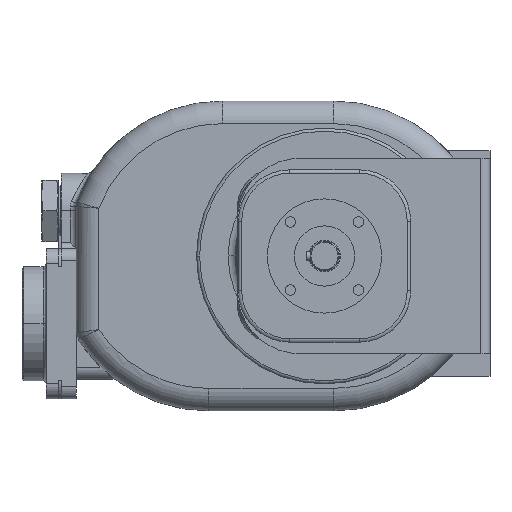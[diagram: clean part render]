
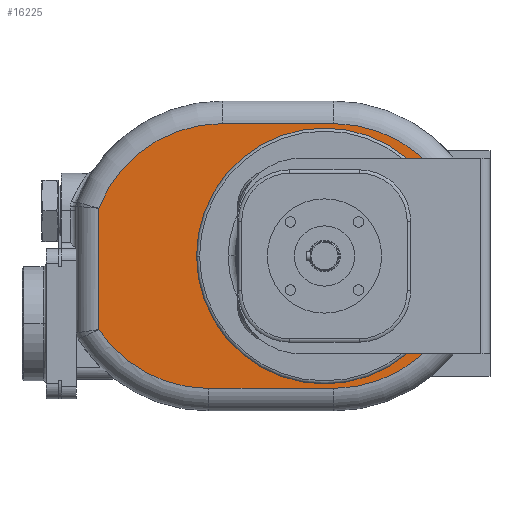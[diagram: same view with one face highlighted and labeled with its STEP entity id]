
A CAD part, left-side view. The second image highlights one B-rep face of the part: STEP entity #16225.
In plain terms, the highlighted planar face has unit normal (-1, 0, 0).
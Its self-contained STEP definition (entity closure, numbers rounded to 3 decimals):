
#2610=DIRECTION('',(0.,0.,-1.));
#2611=VECTOR('',#2610,80.64);
#2612=CARTESIAN_POINT('',(-85.,260.,31.72));
#2613=LINE('',#2612,#2611);
#2614=CARTESIAN_POINT('',(-85.,177.916,0.));
#2615=DIRECTION('',(-1.,0.,0.));
#2616=DIRECTION('',(0.,0.,1.));
#2617=AXIS2_PLACEMENT_3D('',#2614,#2615,#2616);
#2619=DIRECTION('',(0.,1.,0.));
#2620=VECTOR('',#2619,73.916);
#2621=CARTESIAN_POINT('',(-85.,104.,88.));
#2622=LINE('',#2621,#2620);
#2623=CARTESIAN_POINT('',(-85.,104.,0.));
#2624=DIRECTION('',(-1.,0.,0.));
#2625=DIRECTION('',(0.,0.,-1.));
#2626=AXIS2_PLACEMENT_3D('',#2623,#2624,#2625);
#2628=DIRECTION('',(0.,-1.,0.));
#2629=VECTOR('',#2628,82.85);
#2630=CARTESIAN_POINT('',(-85.,186.85,-88.));
#2631=LINE('',#2630,#2629);
#2632=CARTESIAN_POINT('',(-85.,186.85,0.));
#2633=DIRECTION('',(-1.,0.,0.));
#2634=DIRECTION('',(0.,0.831,-0.556));
#2635=AXIS2_PLACEMENT_3D('',#2632,#2633,#2634);
#2637=CARTESIAN_POINT('',(-85.,110.,0.));
#2638=DIRECTION('',(-1.,0.,0.));
#2639=DIRECTION('',(0.,1.,0.));
#2640=AXIS2_PLACEMENT_3D('',#2637,#2638,#2639);
#2642=CARTESIAN_POINT('',(-85.,110.,0.));
#2643=DIRECTION('',(-1.,0.,0.));
#2644=DIRECTION('',(0.,-1.,0.));
#2645=AXIS2_PLACEMENT_3D('',#2642,#2643,#2644);
#11987=CARTESIAN_POINT('',(-85.,260.,31.72));
#11988=CARTESIAN_POINT('',(-85.,260.,-48.919));
#11989=VERTEX_POINT('',#11987);
#11990=VERTEX_POINT('',#11988);
#11991=CARTESIAN_POINT('',(-85.,186.85,-88.));
#11992=VERTEX_POINT('',#11991);
#11997=CARTESIAN_POINT('',(-85.,104.,-88.));
#11998=VERTEX_POINT('',#11997);
#12001=CARTESIAN_POINT('',(-85.,104.,88.));
#12002=VERTEX_POINT('',#12001);
#12005=CARTESIAN_POINT('',(-85.,177.916,88.));
#12006=VERTEX_POINT('',#12005);
#12350=CARTESIAN_POINT('',(-85.,194.958,0.));
#12351=CARTESIAN_POINT('',(-85.,25.042,0.));
#12352=VERTEX_POINT('',#12350);
#12353=VERTEX_POINT('',#12351);
#16201=CARTESIAN_POINT('',(-85.,110.,0.));
#16202=DIRECTION('',(1.,0.,0.));
#16203=DIRECTION('',(0.,0.,1.));
#16204=AXIS2_PLACEMENT_3D('',#16201,#16202,#16203);
#16205=PLANE('',#16204);
#16207=ORIENTED_EDGE('',*,*,#16206,.F.);
#16209=ORIENTED_EDGE('',*,*,#16208,.F.);
#16211=ORIENTED_EDGE('',*,*,#16210,.F.);
#16213=ORIENTED_EDGE('',*,*,#16212,.F.);
#16214=ORIENTED_EDGE('',*,*,#16191,.F.);
#16216=ORIENTED_EDGE('',*,*,#16215,.F.);
#16217=EDGE_LOOP('',(#16207,#16209,#16211,#16213,#16214,#16216));
#16218=FACE_OUTER_BOUND('',#16217,.F.);
#16220=ORIENTED_EDGE('',*,*,#16219,.T.);
#16222=ORIENTED_EDGE('',*,*,#16221,.T.);
#16223=EDGE_LOOP('',(#16220,#16222));
#16224=FACE_BOUND('',#16223,.F.);
#16225=ADVANCED_FACE('',(#16218,#16224),#16205,.F.);
#2618=CIRCLE('',#2617,88.);
#2627=CIRCLE('',#2626,88.);
#2636=CIRCLE('',#2635,88.);
#2641=CIRCLE('',#2640,84.958);
#2646=CIRCLE('',#2645,84.958);
#16191=EDGE_CURVE('',#11992,#11998,#2631,.T.);
#16206=EDGE_CURVE('',#11989,#11990,#2613,.T.);
#16208=EDGE_CURVE('',#12006,#11989,#2618,.T.);
#16210=EDGE_CURVE('',#12002,#12006,#2622,.T.);
#16212=EDGE_CURVE('',#11998,#12002,#2627,.T.);
#16215=EDGE_CURVE('',#11990,#11992,#2636,.T.);
#16219=EDGE_CURVE('',#12352,#12353,#2641,.T.);
#16221=EDGE_CURVE('',#12353,#12352,#2646,.T.);
